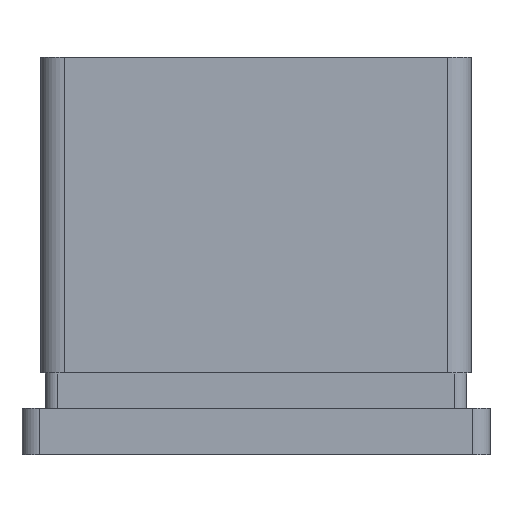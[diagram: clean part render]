
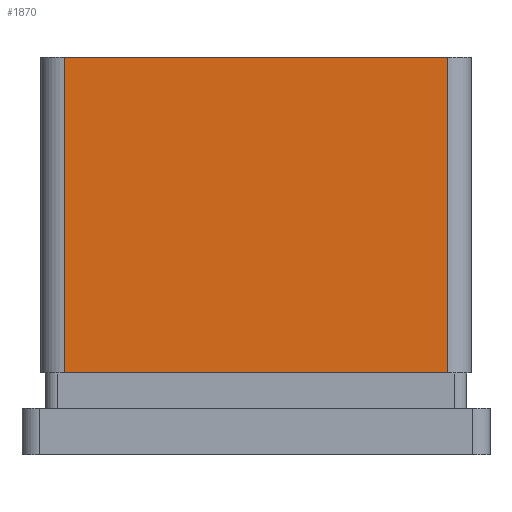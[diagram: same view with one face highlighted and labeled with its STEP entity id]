
A CAD part, left-side view. The second image highlights one B-rep face of the part: STEP entity #1870.
In plain terms, the highlighted planar face has unit normal (-1, 0, 0).
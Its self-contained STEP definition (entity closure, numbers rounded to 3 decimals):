
#260 = VERTEX_POINT ( 'NONE', #1306 ) ;
#281 = VERTEX_POINT ( 'NONE', #1333 ) ;
#380 = LINE ( 'NONE', #1689, #830 ) ;
#436 = CARTESIAN_POINT ( 'NONE',  ( -28.45, -16.4, 7. ) ) ;
#475 = VECTOR ( 'NONE', #1269, 1000. ) ;
#486 = VECTOR ( 'NONE', #1008, 1000. ) ;
#526 = DIRECTION ( 'NONE',  ( 0., -1., 0. ) ) ;
#555 = EDGE_CURVE ( 'NONE', #2198, #260, #969, .T. ) ;
#590 = VECTOR ( 'NONE', #2002, 1000. ) ;
#638 = DIRECTION ( 'NONE',  ( 0., 0., -1. ) ) ;
#649 = DIRECTION ( 'NONE',  ( 1., 0., 0. ) ) ;
#704 = ORIENTED_EDGE ( 'NONE', *, *, #555, .T. ) ;
#719 = EDGE_CURVE ( 'NONE', #281, #2491, #2409, .T. ) ;
#830 = VECTOR ( 'NONE', #526, 1000. ) ;
#861 = EDGE_LOOP ( 'NONE', ( #704, #2489, #2050, #1264 ) ) ;
#969 = LINE ( 'NONE', #2214, #590 ) ;
#1008 = DIRECTION ( 'NONE',  ( 0., 0., -1. ) ) ;
#1030 = CARTESIAN_POINT ( 'NONE',  ( -28.45, -16.4, 34. ) ) ;
#1141 = AXIS2_PLACEMENT_3D ( 'NONE', #1030, #649, #638 ) ;
#1224 = PLANE ( 'NONE',  #1141 ) ;
#1264 = ORIENTED_EDGE ( 'NONE', *, *, #2381, .F. ) ;
#1269 = DIRECTION ( 'NONE',  ( 0., -1., 0. ) ) ;
#1271 = FACE_OUTER_BOUND ( 'NONE', #861, .T. ) ;
#1306 = CARTESIAN_POINT ( 'NONE',  ( -28.45, 16.4, 7. ) ) ;
#1333 = CARTESIAN_POINT ( 'NONE',  ( -28.45, -16.4, 34. ) ) ;
#1689 = CARTESIAN_POINT ( 'NONE',  ( -28.45, -16.4, 34. ) ) ;
#1870 = ADVANCED_FACE ( 'NONE', ( #1271 ), #1224, .F. ) ;
#1961 = CARTESIAN_POINT ( 'NONE',  ( -28.45, -16.4, 7. ) ) ;
#1969 = CARTESIAN_POINT ( 'NONE',  ( -28.45, 16.4, 34. ) ) ;
#2002 = DIRECTION ( 'NONE',  ( 0., 0., -1. ) ) ;
#2050 = ORIENTED_EDGE ( 'NONE', *, *, #719, .F. ) ;
#2198 = VERTEX_POINT ( 'NONE', #1969 ) ;
#2214 = CARTESIAN_POINT ( 'NONE',  ( -28.45, 16.4, 34. ) ) ;
#2278 = CARTESIAN_POINT ( 'NONE',  ( -28.45, -16.4, 34. ) ) ;
#2360 = LINE ( 'NONE', #436, #475 ) ;
#2381 = EDGE_CURVE ( 'NONE', #2198, #281, #380, .T. ) ;
#2409 = LINE ( 'NONE', #2278, #486 ) ;
#2489 = ORIENTED_EDGE ( 'NONE', *, *, #2532, .T. ) ;
#2491 = VERTEX_POINT ( 'NONE', #1961 ) ;
#2532 = EDGE_CURVE ( 'NONE', #260, #2491, #2360, .T. ) ;
